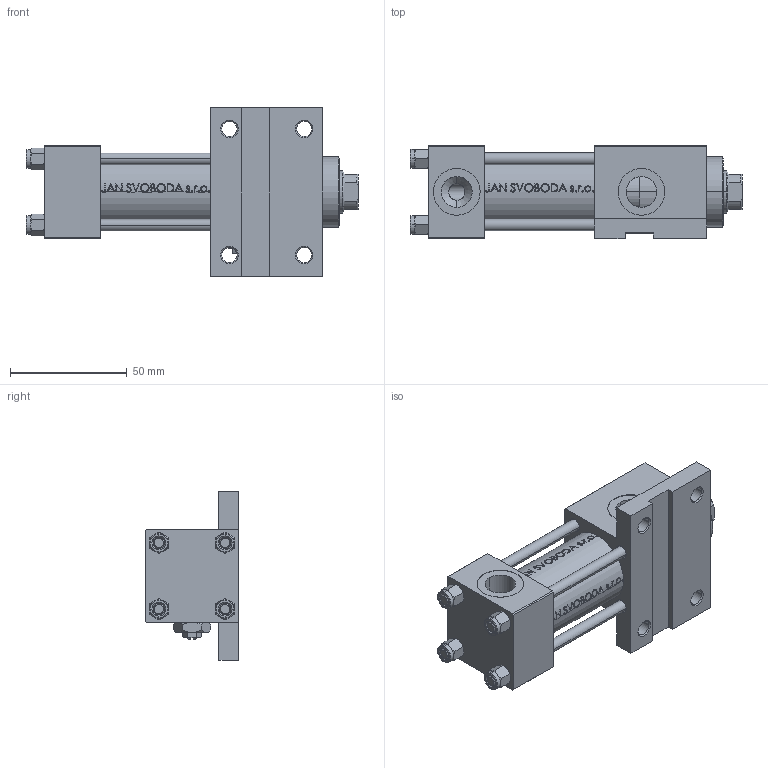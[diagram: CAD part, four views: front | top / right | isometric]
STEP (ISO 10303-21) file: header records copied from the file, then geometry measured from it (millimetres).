
FILE_DESCRIPTION (( 'STEP AP203' ), '1' );
FILE_NAME ('afab.STEP', '2022-04-14T13:44:10', ( '' ), ( '' ), 'SwSTEP 2.0', 'SolidWorks 2019', '' );
FILE_SCHEMA (( 'CONFIG_CONTROL_DESIGN' ));
Length unit declared in the file: millimetre
Products named in the file (7): V215_VC_A a4b05f73c77b61c95301be957a34f7e1; NUT_M5_F a4b05f73c77b61c95301be957a34f7e1; V215CR_F_Body a4b05f73c77b61c95301be957a34f7e1; V215CR_F_TYCINKA a4b05f73c77b61c95301be957a34f7e1; V215CR_VCP_F a4b05f73c77b61c95301be957a34f7e1; afab; Zatka_pro_OIL_PORT a4b05f73c77b61c95301be957a34f7e1
Assembly tree (12 placements, depth 2):
  afab
    V215CR_F_Body a4b05f73c77b61c95301be957a34f7e1
    V215CR_VCP_F a4b05f73c77b61c95301be957a34f7e1
    V215CR_F_TYCINKA a4b05f73c77b61c95301be957a34f7e1  x4
    NUT_M5_F a4b05f73c77b61c95301be957a34f7e1  x4
    V215_VC_A a4b05f73c77b61c95301be957a34f7e1
    Zatka_pro_OIL_PORT a4b05f73c77b61c95301be957a34f7e1
Bounding box: 142 x 40 x 72 mm (x, y, z)
Volume: 159367.9 mm3; surface area: 61745.6 mm2
Topology: 12 solids, 12 shells, 1159 faces, 2916 edges, 1865 vertices
Faces by surface type: plane 460, bspline 380, cone 172, cylinder 139, torus 8
Entity records: 49763 total; most frequent: CARTESIAN_POINT 26510, ORIENTED_EDGE 5324, DIRECTION 3360, EDGE_CURVE 2662, VERTEX_POINT 1721, VECTOR 1358, LINE 1358, EDGE_LOOP 1145
